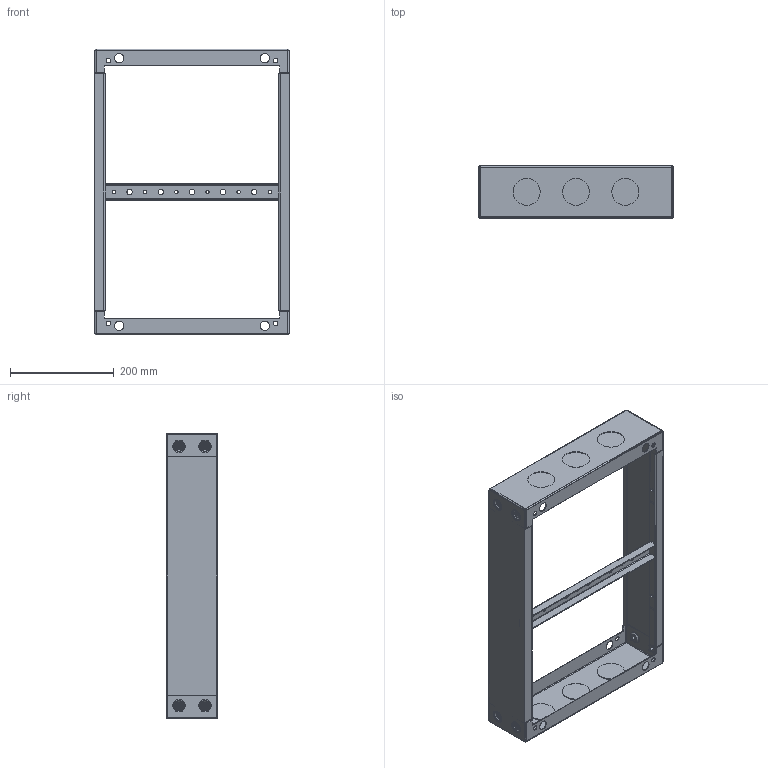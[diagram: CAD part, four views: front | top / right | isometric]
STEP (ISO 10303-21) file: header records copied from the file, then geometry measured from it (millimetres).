
FILE_DESCRIPTION((''),'2;1');
FILE_NAME('001336912_PH1_D3-W3_ASM','2023-01-27T10:10:48',('klemen.sitar'),('Audax d.o.o.'),'CREO PARAMETRIC BY PTC INC, 2021304','CREO PARAMETRIC BY PTC INC, 2021304','');
FILE_SCHEMA(('AP242_MANAGED_MODEL_BASED_3D_ENGINEERING_MIM_LF { 1 0 10303 442 1 1 4 }'));
Length unit declared in the file: millimetre
Products named in the file (10): PP-METAL-PIECE_1_1_1; X1_1_1_1; PP3-SCREW_1_1_1_1_1_1_1; P4_1_1_1_1_1_1_1; PP3-SCREW_1_1_1_1_1_1_1_1; ASM0001_ASM_1_1_ASM_1_ASM_-6956_ASM; L-R_PART_300MM_DEPTH_ASM_1_ASM; ASM0001_ASM_1_1_ASM_1_ASM_-1756_ASM; X1_1_1_1_2; 001336912_PH1_D3-W3_ASM
Assembly tree (12 placements, depth 5):
  001336912_PH1_D3-W3_ASM
    PP-METAL-PIECE_1_1_1
    X1_1_1_1
    ASM0001_ASM_1_1_ASM_1_ASM_-1756_ASM  x2
      PP3-SCREW_1_1_1_1_1_1_1
      L-R_PART_300MM_DEPTH_ASM_1_ASM
        ASM0001_ASM_1_1_ASM_1_ASM_-6956_ASM
          P4_1_1_1_1_1_1_1
          PP3-SCREW_1_1_1_1_1_1_1_1  x2
    X1_1_1_1_2
Bounding box: 377.3 x 100 x 550 mm (x, y, z)
Volume: 477212.8 mm3; surface area: 631335.6 mm2
Topology: 19 solids, 19 shells, 720 faces, 1927 edges, 1358 vertices
Faces by surface type: plane 326, cylinder 186, torus 120, cone 64, revolution 16, sphere 8
Entity records: 19907 total; most frequent: CARTESIAN_POINT 2519, DIRECTION 2378, ORIENTED_EDGE 2064, PRESENTATION_STYLE_ASSIGNMENT 1385, STYLED_ITEM 1385, CURVE_STYLE 1108, EDGE_CURVE 1032, AXIS2_PLACEMENT_3D 886
